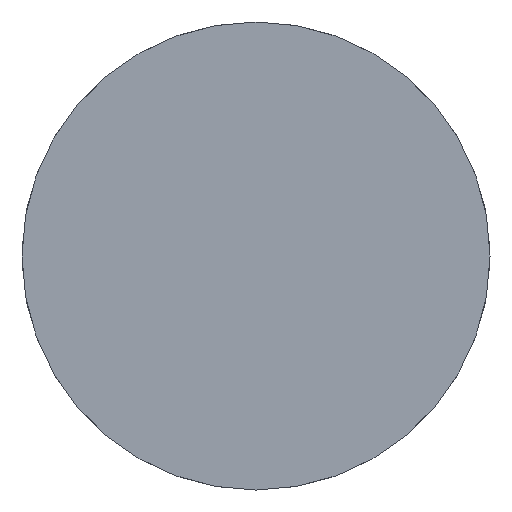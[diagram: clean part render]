
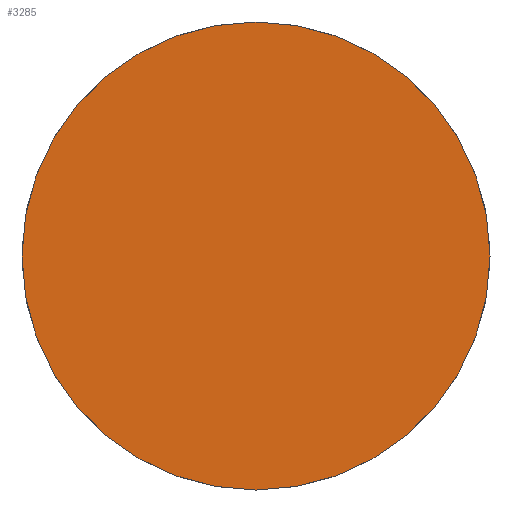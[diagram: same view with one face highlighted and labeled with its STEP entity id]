
A CAD part, left-side view. The second image highlights one B-rep face of the part: STEP entity #3285.
In plain terms, the highlighted planar face has unit normal (-1, 0, 0).
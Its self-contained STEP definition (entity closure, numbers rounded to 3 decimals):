
#165 = VERTEX_POINT ( 'NONE', #6466 ) ;
#166 = VERTEX_POINT ( 'NONE', #6467 ) ;
#1751 = PLANE ( 'NONE',  #7349 ) ;
#2299 = EDGE_CURVE ( 'NONE', #165, #166, #4663, .T. ) ;
#2320 = EDGE_CURVE ( 'NONE', #166, #165, #4651, .T. ) ;
#2910 = ORIENTED_EDGE ( 'NONE', *, *, #2320, .T. ) ;
#2941 = ORIENTED_EDGE ( 'NONE', *, *, #2299, .T. ) ;
#3285 = ADVANCED_FACE ( 'NONE', ( #7352 ), #1751, .F. ) ;
#3365 = CARTESIAN_POINT ( 'NONE',  ( 0., 0., 0. ) ) ;
#3366 = DIRECTION ( 'NONE',  ( -1., 0., 0. ) ) ;
#3367 = DIRECTION ( 'NONE',  ( 0., 0., 1. ) ) ;
#3684 = CARTESIAN_POINT ( 'NONE',  ( 0., 0., 0. ) ) ;
#3685 = DIRECTION ( 'NONE',  ( 1., 0., 0. ) ) ;
#3686 = DIRECTION ( 'NONE',  ( 0., 0., -1. ) ) ;
#4281 = CARTESIAN_POINT ( 'NONE',  ( 0., 0., 0. ) ) ;
#4282 = DIRECTION ( 'NONE',  ( -1., 0., 0. ) ) ;
#4283 = DIRECTION ( 'NONE',  ( 0., 0., 1. ) ) ;
#4651 = CIRCLE ( 'NONE', #4829, 6.35 ) ;
#4663 = CIRCLE ( 'NONE', #4881, 6.35 ) ;
#4829 = AXIS2_PLACEMENT_3D ( 'NONE', #3365, #3366, #3367 ) ;
#4881 = AXIS2_PLACEMENT_3D ( 'NONE', #4281, #4282, #4283 ) ;
#6396 = EDGE_LOOP ( 'NONE', ( #2910, #2941 ) ) ;
#6466 = CARTESIAN_POINT ( 'NONE',  ( 0., 0., -6.35 ) ) ;
#6467 = CARTESIAN_POINT ( 'NONE',  ( 0., 0., 6.35 ) ) ;
#7349 = AXIS2_PLACEMENT_3D ( 'NONE', #3684, #3685, #3686 ) ;
#7352 = FACE_OUTER_BOUND ( 'NONE', #6396, .T. ) ;
